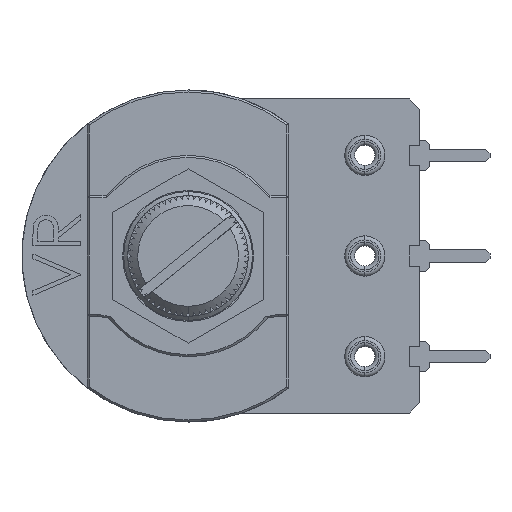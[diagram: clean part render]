
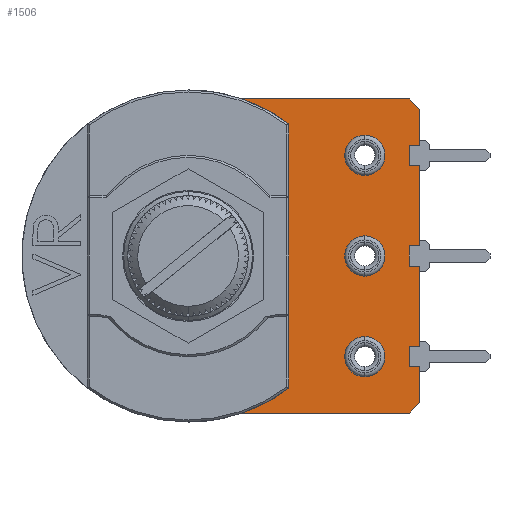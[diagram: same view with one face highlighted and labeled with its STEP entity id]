
A CAD part, left-side view. The second image highlights one B-rep face of the part: STEP entity #1506.
In plain terms, the highlighted planar face has unit normal (-1, 0, 0).
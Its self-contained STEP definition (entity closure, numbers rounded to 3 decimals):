
#586 = VERTEX_POINT('',#587);
#587 = CARTESIAN_POINT('',(-2.35,-11.525,8.75));
#593 = EDGE_CURVE('',#586,#594,#596,.T.);
#594 = VERTEX_POINT('',#595);
#595 = CARTESIAN_POINT('',(-2.35,-11.525,12.75));
#596 = LINE('',#597,#598);
#597 = CARTESIAN_POINT('',(-2.35,-11.525,8.25));
#598 = VECTOR('',#599,1.);
#599 = DIRECTION('',(0.,0.,1.));
#728 = VERTEX_POINT('',#729);
#729 = CARTESIAN_POINT('',(-2.35,-11.525,3.75));
#735 = EDGE_CURVE('',#728,#736,#738,.T.);
#736 = VERTEX_POINT('',#737);
#737 = CARTESIAN_POINT('',(-2.35,-11.525,7.75));
#738 = LINE('',#739,#740);
#739 = CARTESIAN_POINT('',(-2.35,-11.525,8.25));
#740 = VECTOR('',#741,1.);
#741 = DIRECTION('',(0.,0.,1.));
#863 = VERTEX_POINT('',#864);
#864 = CARTESIAN_POINT('',(-2.35,-11.525,0.95));
#870 = EDGE_CURVE('',#863,#871,#873,.T.);
#871 = VERTEX_POINT('',#872);
#872 = CARTESIAN_POINT('',(-2.35,-11.525,2.75));
#873 = LINE('',#874,#875);
#874 = CARTESIAN_POINT('',(-2.35,-11.525,8.25));
#875 = VECTOR('',#876,1.);
#876 = DIRECTION('',(0.,0.,1.));
#900 = EDGE_CURVE('',#901,#863,#903,.T.);
#901 = VERTEX_POINT('',#902);
#902 = CARTESIAN_POINT('',(-2.35,-11.025,0.45));
#903 = LINE('',#904,#905);
#904 = CARTESIAN_POINT('',(-2.35,-9.425,-1.15));
#905 = VECTOR('',#906,1.);
#906 = DIRECTION('',(0.,-0.707,0.707
    ));
#926 = EDGE_CURVE('',#927,#901,#929,.T.);
#927 = VERTEX_POINT('',#928);
#928 = CARTESIAN_POINT('',(-2.35,-2.712,0.45));
#929 = LINE('',#930,#931);
#930 = CARTESIAN_POINT('',(-2.35,-0.025,0.45));
#931 = VECTOR('',#932,1.);
#932 = DIRECTION('',(0.,-1.,0.));
#948 = EDGE_CURVE('',#949,#951,#953,.T.);
#949 = VERTEX_POINT('',#950);
#950 = CARTESIAN_POINT('',(-2.35,-2.712,16.05));
#951 = VERTEX_POINT('',#952);
#952 = CARTESIAN_POINT('',(-2.35,-11.025,16.05));
#953 = LINE('',#954,#955);
#954 = CARTESIAN_POINT('',(-2.35,-0.025,16.05));
#955 = VECTOR('',#956,1.);
#956 = DIRECTION('',(0.,-1.,0.));
#979 = EDGE_CURVE('',#980,#951,#982,.T.);
#980 = VERTEX_POINT('',#981);
#981 = CARTESIAN_POINT('',(-2.35,-11.525,15.55));
#982 = LINE('',#983,#984);
#983 = CARTESIAN_POINT('',(-2.35,-9.425,17.65));
#984 = VECTOR('',#985,1.);
#985 = DIRECTION('',(0.,0.707,0.707)
  );
#1003 = EDGE_CURVE('',#1004,#980,#1006,.T.);
#1004 = VERTEX_POINT('',#1005);
#1005 = CARTESIAN_POINT('',(-2.35,-11.525,13.75));
#1006 = LINE('',#1007,#1008);
#1007 = CARTESIAN_POINT('',(-2.35,-11.525,8.25));
#1008 = VECTOR('',#1009,1.);
#1009 = DIRECTION('',(0.,0.,1.));
#1489 = VERTEX_POINT('',#1490);
#1490 = CARTESIAN_POINT('',(-2.35,-11.025,8.75));
#1496 = EDGE_CURVE('',#586,#1489,#1497,.T.);
#1497 = LINE('',#1498,#1499);
#1498 = CARTESIAN_POINT('',(-2.35,-11.025,8.75));
#1499 = VECTOR('',#1500,1.);
#1500 = DIRECTION('',(0.,1.,0.));
#1506 = ADVANCED_FACE('',(#1507,#1600,#1620,#1640),#1660,.T.);
#1507 = FACE_BOUND('',#1508,.T.);
#1508 = EDGE_LOOP('',(#1509,#1517,#1518,#1519,#1520,#1529,#1537,#1544,
    #1545,#1546,#1547,#1555,#1563,#1569,#1570,#1578,#1584,#1585,#1586,
    #1594));
#1509 = ORIENTED_EDGE('',*,*,#1510,.F.);
#1510 = EDGE_CURVE('',#1004,#1511,#1513,.T.);
#1511 = VERTEX_POINT('',#1512);
#1512 = CARTESIAN_POINT('',(-2.35,-11.025,13.75));
#1513 = LINE('',#1514,#1515);
#1514 = CARTESIAN_POINT('',(-2.35,-11.025,13.75));
#1515 = VECTOR('',#1516,1.);
#1516 = DIRECTION('',(0.,1.,0.));
#1517 = ORIENTED_EDGE('',*,*,#1003,.T.);
#1518 = ORIENTED_EDGE('',*,*,#979,.T.);
#1519 = ORIENTED_EDGE('',*,*,#948,.F.);
#1520 = ORIENTED_EDGE('',*,*,#1521,.F.);
#1521 = EDGE_CURVE('',#1522,#949,#1524,.T.);
#1522 = VERTEX_POINT('',#1523);
#1523 = CARTESIAN_POINT('',(-2.35,-5.025,14.812));
#1524 = CIRCLE('',#1525,8.25);
#1525 = AXIS2_PLACEMENT_3D('',#1526,#1527,#1528);
#1526 = CARTESIAN_POINT('',(-2.35,-0.025,8.25));
#1527 = DIRECTION('',(-1.,0.,0.));
#1528 = DIRECTION('',(0.,0.,1.));
#1529 = ORIENTED_EDGE('',*,*,#1530,.F.);
#1530 = EDGE_CURVE('',#1531,#1522,#1533,.T.);
#1531 = VERTEX_POINT('',#1532);
#1532 = CARTESIAN_POINT('',(-2.35,-5.025,1.688));
#1533 = LINE('',#1534,#1535);
#1534 = CARTESIAN_POINT('',(-2.35,-5.025,1.688));
#1535 = VECTOR('',#1536,1.);
#1536 = DIRECTION('',(0.,0.,1.));
#1537 = ORIENTED_EDGE('',*,*,#1538,.F.);
#1538 = EDGE_CURVE('',#927,#1531,#1539,.T.);
#1539 = CIRCLE('',#1540,8.25);
#1540 = AXIS2_PLACEMENT_3D('',#1541,#1542,#1543);
#1541 = CARTESIAN_POINT('',(-2.35,-0.025,8.25));
#1542 = DIRECTION('',(-1.,0.,0.));
#1543 = DIRECTION('',(0.,0.,1.));
#1544 = ORIENTED_EDGE('',*,*,#926,.T.);
#1545 = ORIENTED_EDGE('',*,*,#900,.T.);
#1546 = ORIENTED_EDGE('',*,*,#870,.T.);
#1547 = ORIENTED_EDGE('',*,*,#1548,.F.);
#1548 = EDGE_CURVE('',#1549,#871,#1551,.T.);
#1549 = VERTEX_POINT('',#1550);
#1550 = CARTESIAN_POINT('',(-2.35,-11.025,2.75));
#1551 = LINE('',#1552,#1553);
#1552 = CARTESIAN_POINT('',(-2.35,-11.025,2.75));
#1553 = VECTOR('',#1554,1.);
#1554 = DIRECTION('',(0.,-1.,0.));
#1555 = ORIENTED_EDGE('',*,*,#1556,.F.);
#1556 = EDGE_CURVE('',#1557,#1549,#1559,.T.);
#1557 = VERTEX_POINT('',#1558);
#1558 = CARTESIAN_POINT('',(-2.35,-11.025,3.75));
#1559 = LINE('',#1560,#1561);
#1560 = CARTESIAN_POINT('',(-2.35,-11.025,2.75));
#1561 = VECTOR('',#1562,1.);
#1562 = DIRECTION('',(0.,0.,-1.));
#1563 = ORIENTED_EDGE('',*,*,#1564,.F.);
#1564 = EDGE_CURVE('',#728,#1557,#1565,.T.);
#1565 = LINE('',#1566,#1567);
#1566 = CARTESIAN_POINT('',(-2.35,-11.025,3.75));
#1567 = VECTOR('',#1568,1.);
#1568 = DIRECTION('',(0.,1.,0.));
#1569 = ORIENTED_EDGE('',*,*,#735,.T.);
#1570 = ORIENTED_EDGE('',*,*,#1571,.F.);
#1571 = EDGE_CURVE('',#1572,#736,#1574,.T.);
#1572 = VERTEX_POINT('',#1573);
#1573 = CARTESIAN_POINT('',(-2.35,-11.025,7.75));
#1574 = LINE('',#1575,#1576);
#1575 = CARTESIAN_POINT('',(-2.35,-11.025,7.75));
#1576 = VECTOR('',#1577,1.);
#1577 = DIRECTION('',(0.,-1.,0.));
#1578 = ORIENTED_EDGE('',*,*,#1579,.F.);
#1579 = EDGE_CURVE('',#1489,#1572,#1580,.T.);
#1580 = LINE('',#1581,#1582);
#1581 = CARTESIAN_POINT('',(-2.35,-11.025,7.75));
#1582 = VECTOR('',#1583,1.);
#1583 = DIRECTION('',(0.,0.,-1.));
#1584 = ORIENTED_EDGE('',*,*,#1496,.F.);
#1585 = ORIENTED_EDGE('',*,*,#593,.T.);
#1586 = ORIENTED_EDGE('',*,*,#1587,.F.);
#1587 = EDGE_CURVE('',#1588,#594,#1590,.T.);
#1588 = VERTEX_POINT('',#1589);
#1589 = CARTESIAN_POINT('',(-2.35,-11.025,12.75));
#1590 = LINE('',#1591,#1592);
#1591 = CARTESIAN_POINT('',(-2.35,-11.025,12.75));
#1592 = VECTOR('',#1593,1.);
#1593 = DIRECTION('',(0.,-1.,0.));
#1594 = ORIENTED_EDGE('',*,*,#1595,.F.);
#1595 = EDGE_CURVE('',#1511,#1588,#1596,.T.);
#1596 = LINE('',#1597,#1598);
#1597 = CARTESIAN_POINT('',(-2.35,-11.025,12.75));
#1598 = VECTOR('',#1599,1.);
#1599 = DIRECTION('',(0.,0.,-1.));
#1600 = FACE_BOUND('',#1601,.T.);
#1601 = EDGE_LOOP('',(#1602,#1613));
#1602 = ORIENTED_EDGE('',*,*,#1603,.F.);
#1603 = EDGE_CURVE('',#1604,#1606,#1608,.T.);
#1604 = VERTEX_POINT('',#1605);
#1605 = CARTESIAN_POINT('',(-2.35,-8.807,2.25));
#1606 = VERTEX_POINT('',#1607);
#1607 = CARTESIAN_POINT('',(-2.35,-8.807,4.25));
#1608 = CIRCLE('',#1609,1.);
#1609 = AXIS2_PLACEMENT_3D('',#1610,#1611,#1612);
#1610 = CARTESIAN_POINT('',(-2.35,-8.807,3.25));
#1611 = DIRECTION('',(-1.,0.,0.));
#1612 = DIRECTION('',(0.,0.,1.));
#1613 = ORIENTED_EDGE('',*,*,#1614,.F.);
#1614 = EDGE_CURVE('',#1606,#1604,#1615,.T.);
#1615 = CIRCLE('',#1616,1.);
#1616 = AXIS2_PLACEMENT_3D('',#1617,#1618,#1619);
#1617 = CARTESIAN_POINT('',(-2.35,-8.807,3.25));
#1618 = DIRECTION('',(-1.,0.,0.));
#1619 = DIRECTION('',(0.,0.,1.));
#1620 = FACE_BOUND('',#1621,.T.);
#1621 = EDGE_LOOP('',(#1622,#1633));
#1622 = ORIENTED_EDGE('',*,*,#1623,.F.);
#1623 = EDGE_CURVE('',#1624,#1626,#1628,.T.);
#1624 = VERTEX_POINT('',#1625);
#1625 = CARTESIAN_POINT('',(-2.35,-8.807,7.25));
#1626 = VERTEX_POINT('',#1627);
#1627 = CARTESIAN_POINT('',(-2.35,-8.807,9.25));
#1628 = CIRCLE('',#1629,1.);
#1629 = AXIS2_PLACEMENT_3D('',#1630,#1631,#1632);
#1630 = CARTESIAN_POINT('',(-2.35,-8.807,8.25));
#1631 = DIRECTION('',(-1.,0.,0.));
#1632 = DIRECTION('',(0.,0.,1.));
#1633 = ORIENTED_EDGE('',*,*,#1634,.F.);
#1634 = EDGE_CURVE('',#1626,#1624,#1635,.T.);
#1635 = CIRCLE('',#1636,1.);
#1636 = AXIS2_PLACEMENT_3D('',#1637,#1638,#1639);
#1637 = CARTESIAN_POINT('',(-2.35,-8.807,8.25));
#1638 = DIRECTION('',(-1.,0.,0.));
#1639 = DIRECTION('',(0.,0.,1.));
#1640 = FACE_BOUND('',#1641,.T.);
#1641 = EDGE_LOOP('',(#1642,#1653));
#1642 = ORIENTED_EDGE('',*,*,#1643,.F.);
#1643 = EDGE_CURVE('',#1644,#1646,#1648,.T.);
#1644 = VERTEX_POINT('',#1645);
#1645 = CARTESIAN_POINT('',(-2.35,-8.807,12.25));
#1646 = VERTEX_POINT('',#1647);
#1647 = CARTESIAN_POINT('',(-2.35,-8.807,14.25));
#1648 = CIRCLE('',#1649,1.);
#1649 = AXIS2_PLACEMENT_3D('',#1650,#1651,#1652);
#1650 = CARTESIAN_POINT('',(-2.35,-8.807,13.25));
#1651 = DIRECTION('',(-1.,0.,0.));
#1652 = DIRECTION('',(0.,0.,1.));
#1653 = ORIENTED_EDGE('',*,*,#1654,.F.);
#1654 = EDGE_CURVE('',#1646,#1644,#1655,.T.);
#1655 = CIRCLE('',#1656,1.);
#1656 = AXIS2_PLACEMENT_3D('',#1657,#1658,#1659);
#1657 = CARTESIAN_POINT('',(-2.35,-8.807,13.25));
#1658 = DIRECTION('',(-1.,0.,0.));
#1659 = DIRECTION('',(0.,0.,1.));
#1660 = PLANE('',#1661);
#1661 = AXIS2_PLACEMENT_3D('',#1662,#1663,#1664);
#1662 = CARTESIAN_POINT('',(-2.35,-0.025,8.25));
#1663 = DIRECTION('',(-1.,0.,0.));
#1664 = DIRECTION('',(0.,0.,1.));
